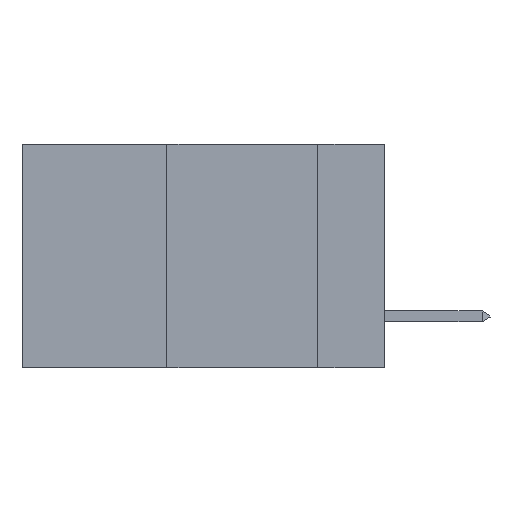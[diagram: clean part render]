
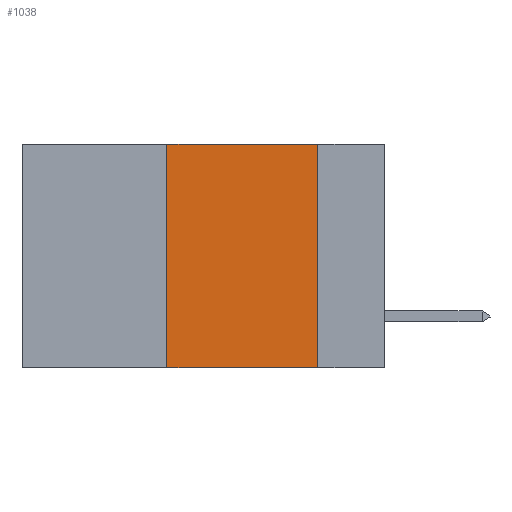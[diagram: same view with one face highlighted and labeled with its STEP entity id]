
A CAD part, left-side view. The second image highlights one B-rep face of the part: STEP entity #1038.
In plain terms, the highlighted planar face has unit normal (-1, 0, 0).
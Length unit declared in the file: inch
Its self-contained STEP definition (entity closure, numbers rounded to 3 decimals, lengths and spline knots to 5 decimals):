
#1038 = ADVANCED_FACE ( 'NONE', ( #10725 ), #43690, .F. ) ;
#1047 = DIRECTION ( 'NONE',  ( 0., 0., -1. ) ) ;
#1500 = DIRECTION ( 'NONE',  ( 0., -1., 0. ) ) ;
#2462 = AXIS2_PLACEMENT_3D ( 'NONE', #12798, #32665, #1047 ) ;
#4482 = DIRECTION ( 'NONE',  ( 0., 0., 1. ) ) ;
#5201 = CARTESIAN_POINT ( 'NONE',  ( 0., 0.11, 0. ) ) ;
#8690 = ORIENTED_EDGE ( 'NONE', *, *, #9972, .T. ) ;
#8705 = EDGE_CURVE ( 'NONE', #33297, #26261, #10177, .T. ) ;
#9646 = LINE ( 'NONE', #27703, #48564 ) ;
#9972 = EDGE_CURVE ( 'NONE', #32103, #46713, #28326, .T. ) ;
#10177 = LINE ( 'NONE', #12756, #13241 ) ;
#10725 = FACE_OUTER_BOUND ( 'NONE', #33722, .T. ) ;
#10823 = CARTESIAN_POINT ( 'NONE',  ( 0., 0.11, 0. ) ) ;
#11233 = VECTOR ( 'NONE', #45699, 39.37008 ) ;
#12756 = CARTESIAN_POINT ( 'NONE',  ( 0., 0.6, 0. ) ) ;
#12798 = CARTESIAN_POINT ( 'NONE',  ( 0., 0.6, 0. ) ) ;
#13241 = VECTOR ( 'NONE', #1500, 39.37008 ) ;
#15950 = LINE ( 'NONE', #10823, #34790 ) ;
#17585 = ORIENTED_EDGE ( 'NONE', *, *, #22165, .F. ) ;
#19006 = CARTESIAN_POINT ( 'NONE',  ( 0., 0.36, -0.37 ) ) ;
#21606 = ORIENTED_EDGE ( 'NONE', *, *, #8705, .F. ) ;
#22165 = EDGE_CURVE ( 'NONE', #32103, #33297, #9646, .T. ) ;
#24091 = ORIENTED_EDGE ( 'NONE', *, *, #41580, .F. ) ;
#26261 = VERTEX_POINT ( 'NONE', #5201 ) ;
#26382 = CARTESIAN_POINT ( 'NONE',  ( 0., 0.6, -0.37 ) ) ;
#27703 = CARTESIAN_POINT ( 'NONE',  ( 0., 0.36, 0. ) ) ;
#28326 = LINE ( 'NONE', #26382, #11233 ) ;
#32103 = VERTEX_POINT ( 'NONE', #19006 ) ;
#32665 = DIRECTION ( 'NONE',  ( 1., 0., 0. ) ) ;
#33297 = VERTEX_POINT ( 'NONE', #38101 ) ;
#33722 = EDGE_LOOP ( 'NONE', ( #24091, #21606, #17585, #8690 ) ) ;
#34790 = VECTOR ( 'NONE', #38082, 39.37008 ) ;
#38082 = DIRECTION ( 'NONE',  ( 0., 0., -1. ) ) ;
#38101 = CARTESIAN_POINT ( 'NONE',  ( 0., 0.36, 0. ) ) ;
#41580 = EDGE_CURVE ( 'NONE', #26261, #46713, #15950, .T. ) ;
#41623 = CARTESIAN_POINT ( 'NONE',  ( 0., 0.11, -0.37 ) ) ;
#43690 = PLANE ( 'NONE',  #2462 ) ;
#45699 = DIRECTION ( 'NONE',  ( 0., -1., 0. ) ) ;
#46713 = VERTEX_POINT ( 'NONE', #41623 ) ;
#48564 = VECTOR ( 'NONE', #4482, 39.37008 ) ;
